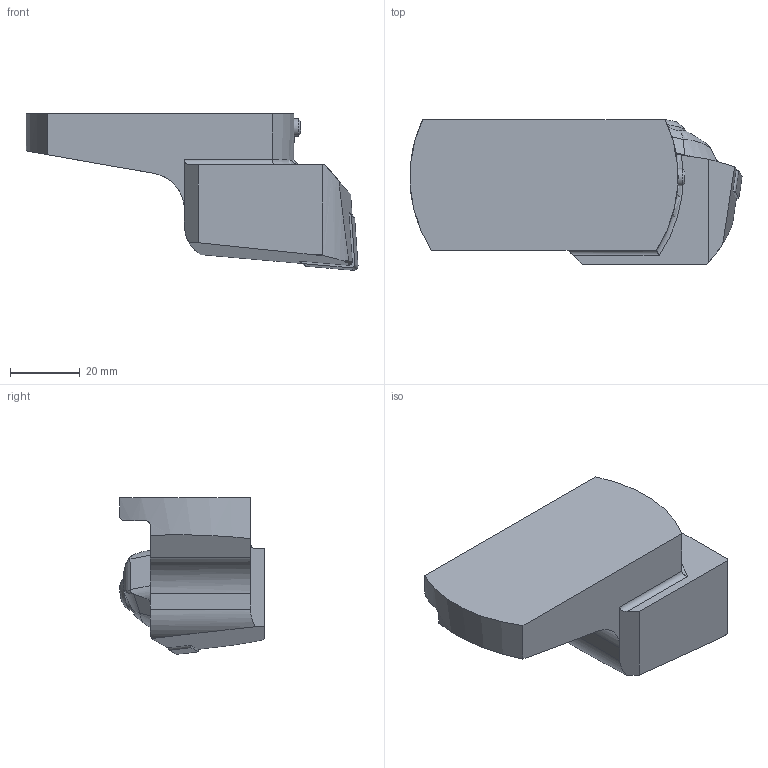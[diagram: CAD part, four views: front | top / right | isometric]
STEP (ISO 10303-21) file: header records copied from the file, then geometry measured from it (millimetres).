
FILE_DESCRIPTION(/* description */ (''),/* implementation_level */ '2;1');
FILE_NAME(/* name */ '1642427005193.stp',/* time_stamp */ '2022-01-17T19:13:46+06:00',/* author */ (''),/* organization */ ('SMS'),/* preprocessor_version */ 'ST-DEVELOPER v16.7',/* originating_system */ 'SIEMENS PLM Software NX 12.0',/* authorisation */ '');
FILE_SCHEMA (('AUTOMOTIVE_DESIGN { 1 0 10303 214 3 1 1 1 }'));
Length unit declared in the file: millimetre
Products named in the file (4): ASSEMBLY_CONSTRUCTION; IsoTurningInsert; 201778238mod000_01; 201778237mod000_01
Assembly tree (3 placements, depth 2):
  201778237mod000_01
    201778238mod000_01
    IsoTurningInsert
    ASSEMBLY_CONSTRUCTION
Bounding box: 95.32 x 41.55 x 45 mm (x, y, z)
Volume: 74348.9 mm3; surface area: 15105.5 mm2
Topology: 2 solids, 2 shells, 78 faces, 211 edges, 147 vertices
Faces by surface type: plane 39, cylinder 29, bspline 7, torus 1, sphere 1, cone 1
Full cylindrical faces by diameter (mm): 4.7 x1, 5 x1, 6.35 x2
Entity records: 3045 total; most frequent: CARTESIAN_POINT 1008, ORIENTED_EDGE 404, DIRECTION 372, EDGE_CURVE 202, AXIS2_PLACEMENT_3D 139, VERTEX_POINT 137, LINE 94, VECTOR 94
